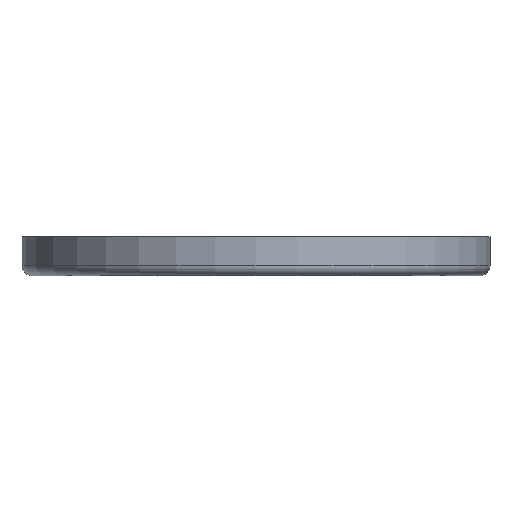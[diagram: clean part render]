
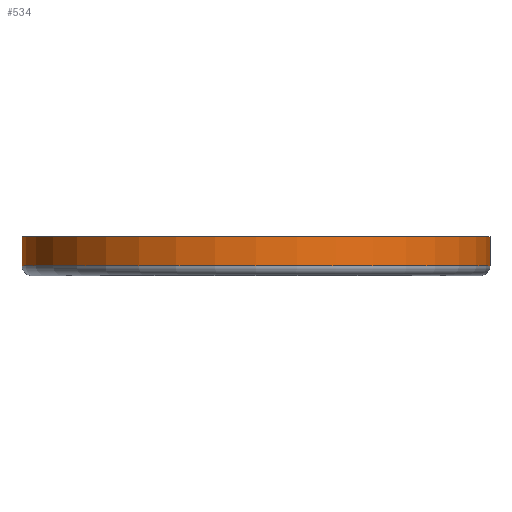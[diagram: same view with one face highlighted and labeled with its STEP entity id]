
A CAD part, front view. The second image highlights one B-rep face of the part: STEP entity #534.
In plain terms, the highlighted cylindrical face has radius 12 mm (diameter 24 mm), a full revolution.
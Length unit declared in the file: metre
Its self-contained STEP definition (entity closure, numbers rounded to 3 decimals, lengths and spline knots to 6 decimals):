
#534=ADVANCED_FACE('',(#1499,#1500),#1501,.T.);
#1499=FACE_OUTER_BOUND('',#3105,.T.);
#1500=FACE_OUTER_BOUND('',#3106,.T.);
#1501=CYLINDRICAL_SURFACE('',#3107,0.012);
#3105=EDGE_LOOP('',(#9809));
#3106=EDGE_LOOP('',(#9810));
#3107=AXIS2_PLACEMENT_3D('',#9811,#9812,#9813);
#9809=ORIENTED_EDGE('',*,*,#13608,.T.);
#9810=ORIENTED_EDGE('',*,*,#13689,.T.);
#9811=CARTESIAN_POINT('',(0.0,0.0,0.0));
#9812=DIRECTION('',(0.0,0.0,-1.0));
#9813=DIRECTION('',(1.0,0.0,0.0));
#13608=EDGE_CURVE('',#16066,#16066,#16067,.T.);
#13689=EDGE_CURVE('',#16175,#16175,#16176,.F.);
#16066=VERTEX_POINT('',#20088);
#16067=CIRCLE('',#20089,0.012);
#16175=VERTEX_POINT('',#20274);
#16176=CIRCLE('',#20275,0.012);
#20088=CARTESIAN_POINT('',(0.012,0.0,0.0));
#20089=AXIS2_PLACEMENT_3D('',#22847,#22848,#22849);
#20274=CARTESIAN_POINT('',(-0.012,0.,-0.0015));
#20275=AXIS2_PLACEMENT_3D('',#22876,#22877,#22878);
#22847=CARTESIAN_POINT('',(0.0,0.0,0.0));
#22848=DIRECTION('',(0.0,0.0,-1.0));
#22849=DIRECTION('',(1.0,0.0,0.0));
#22876=CARTESIAN_POINT('',(0.0,0.0,-0.0015));
#22877=DIRECTION('',(0.0,0.0,-1.0));
#22878=DIRECTION('',(-1.0,0.0,0.0));
